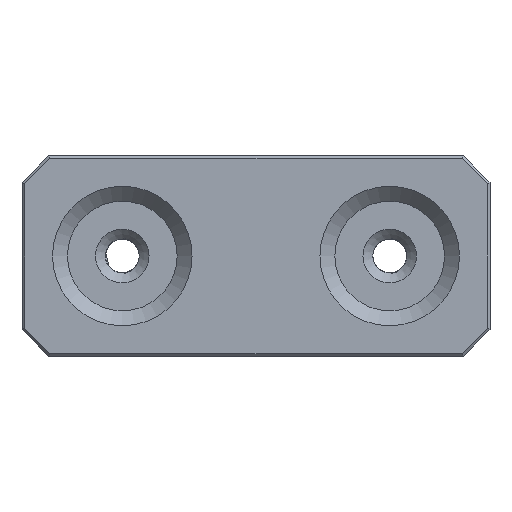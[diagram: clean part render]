
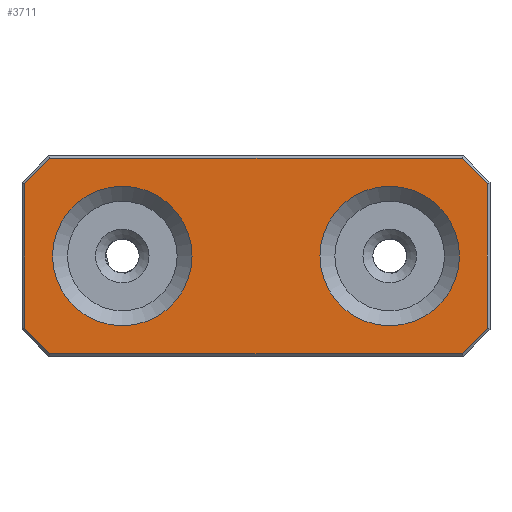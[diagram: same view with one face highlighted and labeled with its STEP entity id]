
A CAD part, front view. The second image highlights one B-rep face of the part: STEP entity #3711.
In plain terms, the highlighted planar face has unit normal (0, -1, 0).
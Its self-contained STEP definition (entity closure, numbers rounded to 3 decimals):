
#18=FACE_BOUND('',#510,.T.);
#19=FACE_BOUND('',#511,.T.);
#47=PLANE('',#3955);
#121=CIRCLE('',#3956,5.217);
#122=CIRCLE('',#3957,5.217);
#305=FACE_OUTER_BOUND('',#509,.T.);
#509=EDGE_LOOP('',(#3314,#3315,#3316,#3317,#3318,#3319,#3320,#3321));
#510=EDGE_LOOP('',(#3322));
#511=EDGE_LOOP('',(#3323));
#1061=LINE('',#13066,#1242);
#1062=LINE('',#13068,#1243);
#1063=LINE('',#13070,#1244);
#1064=LINE('',#13072,#1245);
#1065=LINE('',#13074,#1246);
#1066=LINE('',#13076,#1247);
#1067=LINE('',#13078,#1248);
#1068=LINE('',#13079,#1249);
#1242=VECTOR('',#4573,1000.);
#1243=VECTOR('',#4574,1000.);
#1244=VECTOR('',#4575,1000.);
#1245=VECTOR('',#4576,1000.);
#1246=VECTOR('',#4577,1000.);
#1247=VECTOR('',#4578,1000.);
#1248=VECTOR('',#4579,1000.);
#1249=VECTOR('',#4580,1000.);
#1640=VERTEX_POINT('',#13064);
#1641=VERTEX_POINT('',#13065);
#1642=VERTEX_POINT('',#13067);
#1643=VERTEX_POINT('',#13069);
#1644=VERTEX_POINT('',#13071);
#1645=VERTEX_POINT('',#13073);
#1646=VERTEX_POINT('',#13075);
#1647=VERTEX_POINT('',#13077);
#1648=VERTEX_POINT('',#13080);
#1649=VERTEX_POINT('',#13082);
#2204=EDGE_CURVE('',#1640,#1641,#1061,.T.);
#2205=EDGE_CURVE('',#1641,#1642,#1062,.T.);
#2206=EDGE_CURVE('',#1642,#1643,#1063,.T.);
#2207=EDGE_CURVE('',#1643,#1644,#1064,.T.);
#2208=EDGE_CURVE('',#1644,#1645,#1065,.T.);
#2209=EDGE_CURVE('',#1645,#1646,#1066,.T.);
#2210=EDGE_CURVE('',#1646,#1647,#1067,.T.);
#2211=EDGE_CURVE('',#1647,#1640,#1068,.T.);
#2212=EDGE_CURVE('',#1648,#1648,#121,.F.);
#2213=EDGE_CURVE('',#1649,#1649,#122,.F.);
#3314=ORIENTED_EDGE('',*,*,#2204,.T.);
#3315=ORIENTED_EDGE('',*,*,#2205,.T.);
#3316=ORIENTED_EDGE('',*,*,#2206,.T.);
#3317=ORIENTED_EDGE('',*,*,#2207,.T.);
#3318=ORIENTED_EDGE('',*,*,#2208,.T.);
#3319=ORIENTED_EDGE('',*,*,#2209,.T.);
#3320=ORIENTED_EDGE('',*,*,#2210,.T.);
#3321=ORIENTED_EDGE('',*,*,#2211,.T.);
#3322=ORIENTED_EDGE('',*,*,#2212,.T.);
#3323=ORIENTED_EDGE('',*,*,#2213,.T.);
#3711=ADVANCED_FACE('',(#305,#18,#19),#47,.F.);
#3955=AXIS2_PLACEMENT_3D('',#13063,#4571,#4572);
#3956=AXIS2_PLACEMENT_3D('',#13081,#4581,#4582);
#3957=AXIS2_PLACEMENT_3D('',#13083,#4583,#4584);
#4571=DIRECTION('center_axis',(0.,1.,0.));
#4572=DIRECTION('ref_axis',(0.,0.,1.));
#4573=DIRECTION('',(0.,0.,1.));
#4574=DIRECTION('',(-0.707,0.,0.707));
#4575=DIRECTION('',(-1.,0.,0.));
#4576=DIRECTION('',(-0.707,0.,-0.707));
#4577=DIRECTION('',(0.,0.,-1.));
#4578=DIRECTION('',(0.707,0.,-0.707));
#4579=DIRECTION('',(1.,0.,0.));
#4580=DIRECTION('',(0.707,0.,0.707));
#4581=DIRECTION('center_axis',(0.,-1.,0.));
#4582=DIRECTION('ref_axis',(0.,0.,-1.));
#4583=DIRECTION('center_axis',(0.,-1.,0.));
#4584=DIRECTION('ref_axis',(0.,0.,-1.));
#13063=CARTESIAN_POINT('Origin',(17.5,-9.5,0.));
#13064=CARTESIAN_POINT('',(17.3,-9.5,-5.417));
#13065=CARTESIAN_POINT('',(17.3,-9.5,5.417));
#13066=CARTESIAN_POINT('',(17.3,-9.5,5.5));
#13067=CARTESIAN_POINT('',(15.417,-9.5,7.3));
#13068=CARTESIAN_POINT('',(15.359,-9.5,7.359));
#13069=CARTESIAN_POINT('',(-15.417,-9.5,7.3));
#13070=CARTESIAN_POINT('',(-15.5,-9.5,7.3));
#13071=CARTESIAN_POINT('',(-17.3,-9.5,5.417));
#13072=CARTESIAN_POINT('',(-17.359,-9.5,5.359));
#13073=CARTESIAN_POINT('',(-17.3,-9.5,-5.417));
#13074=CARTESIAN_POINT('',(-17.3,-9.5,0.));
#13075=CARTESIAN_POINT('',(-15.417,-9.5,-7.3));
#13076=CARTESIAN_POINT('',(-15.359,-9.5,-7.359));
#13077=CARTESIAN_POINT('',(15.417,-9.5,-7.3));
#13078=CARTESIAN_POINT('',(15.5,-9.5,-7.3));
#13079=CARTESIAN_POINT('',(17.359,-9.5,-5.359));
#13080=CARTESIAN_POINT('',(10.,-9.5,5.217));
#13081=CARTESIAN_POINT('Origin',(10.,-9.5,0.));
#13082=CARTESIAN_POINT('',(-10.,-9.5,5.217));
#13083=CARTESIAN_POINT('Origin',(-10.,-9.5,0.));
